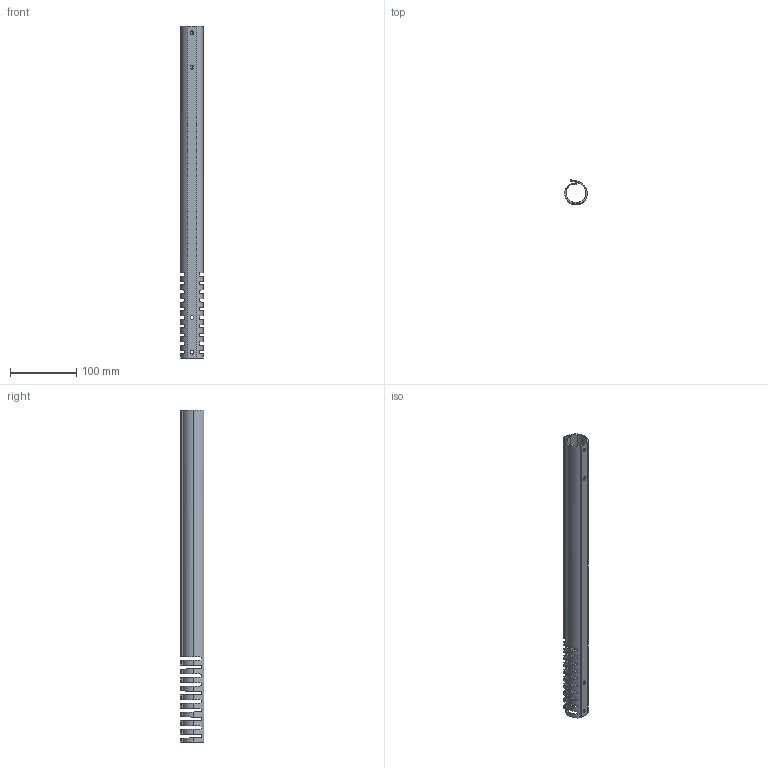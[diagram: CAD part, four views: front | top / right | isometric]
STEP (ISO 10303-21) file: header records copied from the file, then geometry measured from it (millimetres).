
FILE_DESCRIPTION (( 'STEP AP214' ), '1' );
FILE_NAME ('6132606.STEP', '2026-02-18T12:17:24', ( '' ), ( '' ), 'SwSTEP 2.0', 'SolidWorks 2024', '' );
FILE_SCHEMA (( 'AUTOMOTIVE_DESIGN' ));
Length unit declared in the file: millimetre
Products named in the file (1): 6132606
Bounding box: 33.8 x 35.6 x 500 mm (x, y, z)
Volume: 91761.7 mm3; surface area: 104599.9 mm2
Topology: 1 solids, 1 shells, 270 faces, 804 edges, 536 vertices
Faces by surface type: plane 149, cylinder 121
Entity records: 8969 total; most frequent: CARTESIAN_POINT 2391, ORIENTED_EDGE 1608, DIRECTION 1148, EDGE_CURVE 804, VERTEX_POINT 536, VECTOR 482, LINE 482, AXIS2_PLACEMENT_3D 333
